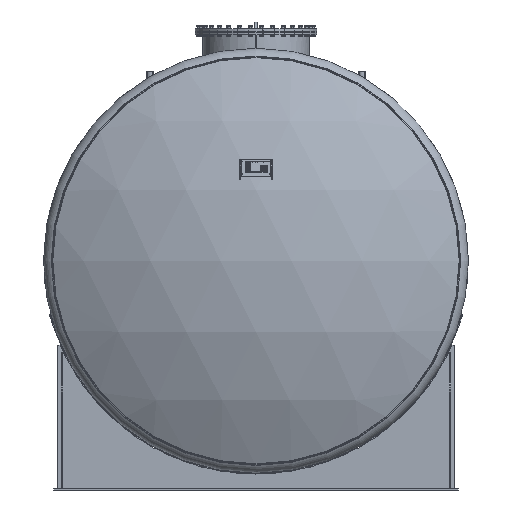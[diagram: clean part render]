
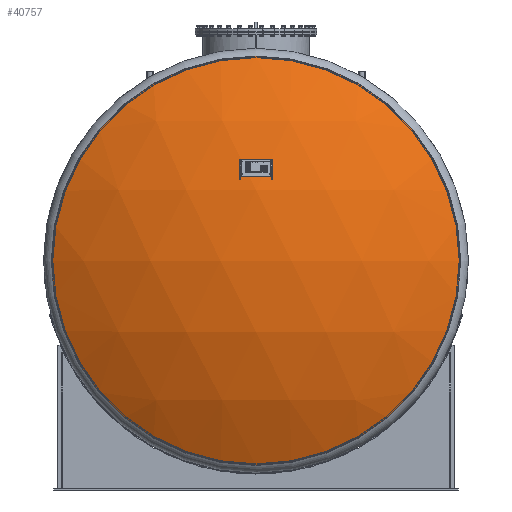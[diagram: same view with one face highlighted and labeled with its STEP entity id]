
A CAD part, front view. The second image highlights one B-rep face of the part: STEP entity #40757.
In plain terms, the highlighted spherical face has radius 2515 mm.
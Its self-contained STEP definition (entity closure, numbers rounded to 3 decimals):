
#10519=FACE_OUTER_BOUND('',#13012,.T.);
#13012=EDGE_LOOP('',(#26798));
#15959=CIRCLE('',#43579,1208.955);
#17300=VERTEX_POINT('',#57562);
#21005=EDGE_CURVE('',#17300,#17300,#15959,.T.);
#26798=ORIENTED_EDGE('',*,*,#21005,.T.);
#38244=SPHERICAL_SURFACE('',#43581,2515.);
#40757=ADVANCED_FACE('',(#10519),#38244,.T.);
#43579=AXIS2_PLACEMENT_3D('',#57563,#47238,#47239);
#43581=AXIS2_PLACEMENT_3D('',#57565,#47242,#47243);
#47238=DIRECTION('center_axis',(0.,-1.,0.));
#47239=DIRECTION('ref_axis',(-1.,0.,0.));
#47242=DIRECTION('center_axis',(0.,0.,-1.));
#47243=DIRECTION('ref_axis',(-1.,0.,0.));
#57562=CARTESIAN_POINT('',(0.,-110.251,-1208.955));
#57563=CARTESIAN_POINT('Origin',(0.,-110.251,0.));
#57565=CARTESIAN_POINT('Origin',(0.,2095.118,0.));
